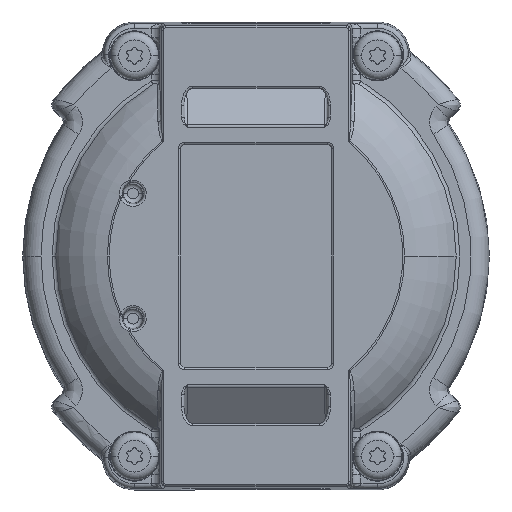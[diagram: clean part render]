
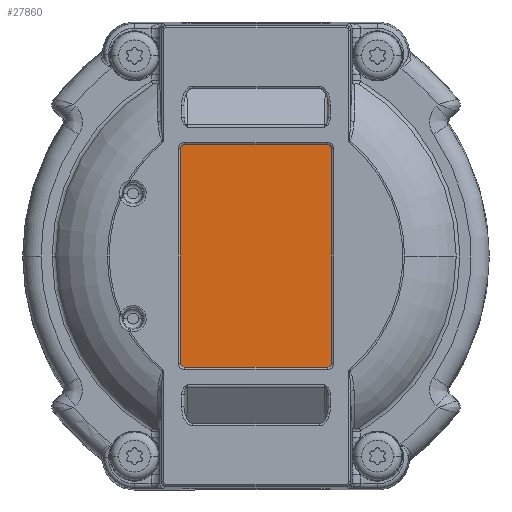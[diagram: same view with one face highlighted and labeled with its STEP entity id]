
A CAD part, front view. The second image highlights one B-rep face of the part: STEP entity #27860.
In plain terms, the highlighted planar face has unit normal (0, -1, 0).
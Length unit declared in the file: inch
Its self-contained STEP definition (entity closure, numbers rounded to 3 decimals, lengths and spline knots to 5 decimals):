
#329 = VECTOR ( 'NONE', #32005, 39.37008 ) ;
#1367 = DIRECTION ( 'NONE',  ( 0., -1., 0. ) ) ;
#2667 = ORIENTED_EDGE ( 'NONE', *, *, #19784, .T. ) ;
#2794 = ORIENTED_EDGE ( 'NONE', *, *, #32102, .T. ) ;
#3917 = AXIS2_PLACEMENT_3D ( 'NONE', #4022, #1367, #17739 ) ;
#4022 = CARTESIAN_POINT ( 'NONE',  ( -0.37438, -0.7, -0.24937 ) ) ;
#4644 = CARTESIAN_POINT ( 'NONE',  ( -0.37438, -0.7, -0.26448 ) ) ;
#6111 = CARTESIAN_POINT ( 'NONE',  ( 0.37438, -0.7, -0.24937 ) ) ;
#6381 = VERTEX_POINT ( 'NONE', #8726 ) ;
#6432 = DIRECTION ( 'NONE',  ( 0., 0., 1. ) ) ;
#6650 = CIRCLE ( 'NONE', #34228, 0.0151 ) ;
#7196 = EDGE_CURVE ( 'NONE', #34809, #32324, #16457, .T. ) ;
#7500 = EDGE_LOOP ( 'NONE', ( #2667, #14322, #27869, #10730, #21162, #32877, #2794, #10893 ) ) ;
#8726 = CARTESIAN_POINT ( 'NONE',  ( -0.37438, -0.7, 0.26448 ) ) ;
#8782 = CARTESIAN_POINT ( 'NONE',  ( 0.37438, -0.7, -0.26448 ) ) ;
#10730 = ORIENTED_EDGE ( 'NONE', *, *, #23153, .T. ) ;
#10893 = ORIENTED_EDGE ( 'NONE', *, *, #7196, .T. ) ;
#10935 = CARTESIAN_POINT ( 'NONE',  ( 0.37438, -0.7, 0.26448 ) ) ;
#11304 = CARTESIAN_POINT ( 'NONE',  ( 0.38948, -0.7, 0.24937 ) ) ;
#11857 = VERTEX_POINT ( 'NONE', #26362 ) ;
#11914 = PLANE ( 'NONE',  #25810 ) ;
#11940 = AXIS2_PLACEMENT_3D ( 'NONE', #31938, #29247, #15768 ) ;
#13080 = EDGE_CURVE ( 'NONE', #23978, #30711, #17932, .T. ) ;
#13178 = VECTOR ( 'NONE', #22650, 39.37008 ) ;
#13669 = CIRCLE ( 'NONE', #21468, 0.0151 ) ;
#14322 = ORIENTED_EDGE ( 'NONE', *, *, #25211, .T. ) ;
#15425 = LINE ( 'NONE', #10935, #28505 ) ;
#15768 = DIRECTION ( 'NONE',  ( 0., 0., 1. ) ) ;
#15793 = DIRECTION ( 'NONE',  ( 0., 0., 1. ) ) ;
#16457 = LINE ( 'NONE', #31551, #329 ) ;
#16768 = CARTESIAN_POINT ( 'NONE',  ( -0.38948, -0.7, 0.24937 ) ) ;
#16874 = CIRCLE ( 'NONE', #3917, 0.0151 ) ;
#16979 = LINE ( 'NONE', #31045, #13178 ) ;
#17739 = DIRECTION ( 'NONE',  ( 0., 0., 1. ) ) ;
#17932 = CIRCLE ( 'NONE', #11940, 0.0151 ) ;
#19784 = EDGE_CURVE ( 'NONE', #32324, #26376, #6650, .T. ) ;
#20192 = CARTESIAN_POINT ( 'NONE',  ( -0.37438, -0.7, 0.24937 ) ) ;
#21162 = ORIENTED_EDGE ( 'NONE', *, *, #25823, .T. ) ;
#21468 = AXIS2_PLACEMENT_3D ( 'NONE', #20192, #31062, #30616 ) ;
#21661 = CARTESIAN_POINT ( 'NONE',  ( 0.38948, -0.7, -0.24937 ) ) ;
#22474 = DIRECTION ( 'NONE',  ( 0., -1., 0. ) ) ;
#22650 = DIRECTION ( 'NONE',  ( 0., 0., -1. ) ) ;
#22725 = CARTESIAN_POINT ( 'NONE',  ( 0.37438, -0.7, -0.24937 ) ) ;
#23153 = EDGE_CURVE ( 'NONE', #30711, #6381, #15425, .T. ) ;
#23978 = VERTEX_POINT ( 'NONE', #11304 ) ;
#24473 = DIRECTION ( 'NONE',  ( -1., 0., 0. ) ) ;
#25211 = EDGE_CURVE ( 'NONE', #26376, #23978, #25508, .T. ) ;
#25508 = LINE ( 'NONE', #21661, #34386 ) ;
#25810 = AXIS2_PLACEMENT_3D ( 'NONE', #22725, #30784, #33469 ) ;
#25823 = EDGE_CURVE ( 'NONE', #6381, #32731, #13669, .T. ) ;
#26362 = CARTESIAN_POINT ( 'NONE',  ( -0.38948, -0.7, -0.24937 ) ) ;
#26376 = VERTEX_POINT ( 'NONE', #26427 ) ;
#26427 = CARTESIAN_POINT ( 'NONE',  ( 0.38948, -0.7, -0.24937 ) ) ;
#27166 = FACE_OUTER_BOUND ( 'NONE', #7500, .T. ) ;
#27860 = ADVANCED_FACE ( 'NONE', ( #27166 ), #11914, .F. ) ;
#27869 = ORIENTED_EDGE ( 'NONE', *, *, #13080, .T. ) ;
#28505 = VECTOR ( 'NONE', #24473, 39.37008 ) ;
#28970 = EDGE_CURVE ( 'NONE', #32731, #11857, #16979, .T. ) ;
#29247 = DIRECTION ( 'NONE',  ( 0., -1., 0. ) ) ;
#30616 = DIRECTION ( 'NONE',  ( 0., 0., 1. ) ) ;
#30711 = VERTEX_POINT ( 'NONE', #33112 ) ;
#30784 = DIRECTION ( 'NONE',  ( 0., 1., 0. ) ) ;
#31045 = CARTESIAN_POINT ( 'NONE',  ( -0.38948, -0.7, -0.24937 ) ) ;
#31062 = DIRECTION ( 'NONE',  ( 0., -1., 0. ) ) ;
#31551 = CARTESIAN_POINT ( 'NONE',  ( 0.37438, -0.7, -0.26448 ) ) ;
#31938 = CARTESIAN_POINT ( 'NONE',  ( 0.37438, -0.7, 0.24937 ) ) ;
#32005 = DIRECTION ( 'NONE',  ( 1., 0., 0. ) ) ;
#32102 = EDGE_CURVE ( 'NONE', #11857, #34809, #16874, .T. ) ;
#32324 = VERTEX_POINT ( 'NONE', #8782 ) ;
#32731 = VERTEX_POINT ( 'NONE', #16768 ) ;
#32877 = ORIENTED_EDGE ( 'NONE', *, *, #28970, .T. ) ;
#33112 = CARTESIAN_POINT ( 'NONE',  ( 0.37438, -0.7, 0.26448 ) ) ;
#33469 = DIRECTION ( 'NONE',  ( 0., 0., 1. ) ) ;
#34228 = AXIS2_PLACEMENT_3D ( 'NONE', #6111, #22474, #6432 ) ;
#34386 = VECTOR ( 'NONE', #15793, 39.37008 ) ;
#34809 = VERTEX_POINT ( 'NONE', #4644 ) ;
